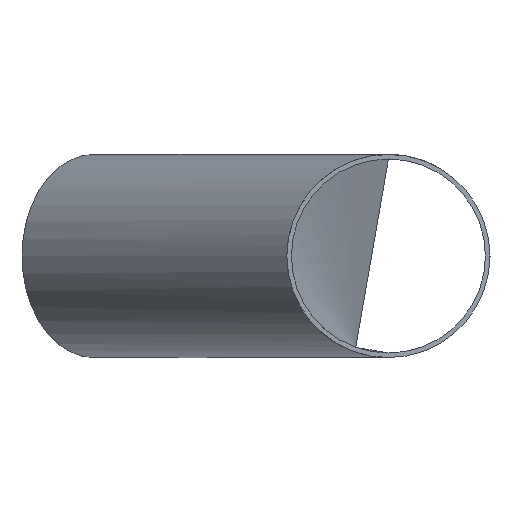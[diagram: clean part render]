
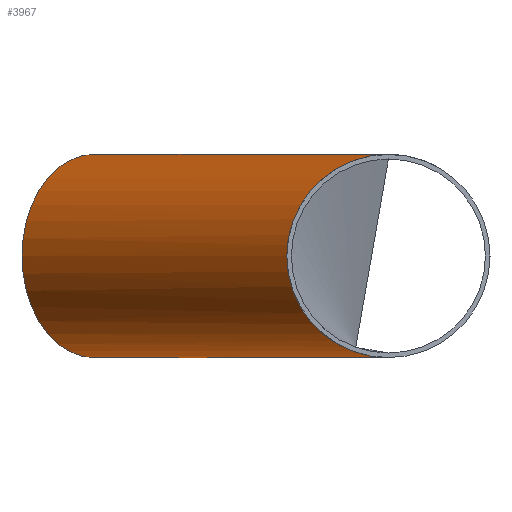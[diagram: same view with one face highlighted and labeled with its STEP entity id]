
A CAD part, left-side view. The second image highlights one B-rep face of the part: STEP entity #3967.
In plain terms, the highlighted cylindrical face has radius 44.45 mm (diameter 88.9 mm), a full revolution.
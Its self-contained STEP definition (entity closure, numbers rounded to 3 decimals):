
#59 =( BOUNDED_CURVE ( )  B_SPLINE_CURVE ( 3, ( #15029, #11946, #6414, #12025 ),
 .UNSPECIFIED., .F., .T. ) 
 B_SPLINE_CURVE_WITH_KNOTS ( ( 4, 4 ),
 ( 1.571, 4.712 ),
 .UNSPECIFIED. ) 
 CURVE ( )  GEOMETRIC_REPRESENTATION_ITEM ( )  RATIONAL_B_SPLINE_CURVE ( ( 1., 0.333, 0.333, 1. ) ) 
 REPRESENTATION_ITEM ( '' )  );
#1412 = CARTESIAN_POINT ( 'NONE',  ( -81.135, 88.9, 44.45 ) ) ;
#1897 = VERTEX_POINT ( 'NONE', #13307 ) ;
#3178 = DIRECTION ( 'NONE',  ( 0.707, 0.707, 0. ) ) ;
#3225 = CARTESIAN_POINT ( 'NONE',  ( -81.135, 88.9, -44.45 ) ) ;
#3390 = CARTESIAN_POINT ( 'NONE',  ( -44.312, 0., -44.45 ) ) ;
#3967 = ADVANCED_FACE ( 'NONE', ( #11151, #14005 ), #5800, .T. ) ;
#4849 = CARTESIAN_POINT ( 'NONE',  ( 84.602, 128.914, 0. ) ) ;
#5800 = CYLINDRICAL_SURFACE ( 'NONE', #9286, 44.45 ) ;
#5988 = CARTESIAN_POINT ( 'NONE',  ( -44.312, 0., -44.45 ) ) ;
#6204 = EDGE_LOOP ( 'NONE', ( #8868, #11544 ) ) ;
#6414 = CARTESIAN_POINT ( 'NONE',  ( 170.312, 88.9, 44.45 ) ) ;
#7854 =( BOUNDED_CURVE ( )  B_SPLINE_CURVE ( 3, ( #19417, #1412, #3225, #3390 ),
 .UNSPECIFIED., .F., .T. ) 
 B_SPLINE_CURVE_WITH_KNOTS ( ( 4, 4 ),
 ( 4.712, 7.854 ),
 .UNSPECIFIED. ) 
 CURVE ( )  GEOMETRIC_REPRESENTATION_ITEM ( )  RATIONAL_B_SPLINE_CURVE ( ( 1., 0.333, 0.333, 1. ) ) 
 REPRESENTATION_ITEM ( '' )  );
#8522 = AXIS2_PLACEMENT_3D ( 'NONE', #17391, #3178, #17612 ) ;
#8868 = ORIENTED_EDGE ( 'NONE', *, *, #13899, .F. ) ;
#9286 = AXIS2_PLACEMENT_3D ( 'NONE', #4849, #17220, #19052 ) ;
#11151 = FACE_OUTER_BOUND ( 'NONE', #6204, .T. ) ;
#11544 = ORIENTED_EDGE ( 'NONE', *, *, #16879, .F. ) ;
#11732 = ORIENTED_EDGE ( 'NONE', *, *, #14961, .F. ) ;
#11946 = CARTESIAN_POINT ( 'NONE',  ( 170.312, 88.9, -44.45 ) ) ;
#12025 = CARTESIAN_POINT ( 'NONE',  ( -44.312, 0., 44.45 ) ) ;
#12703 = VERTEX_POINT ( 'NONE', #5988 ) ;
#13307 = CARTESIAN_POINT ( 'NONE',  ( 53.171, 160.345, 0. ) ) ;
#13847 = CARTESIAN_POINT ( 'NONE',  ( -44.312, 0., 44.45 ) ) ;
#13899 = EDGE_CURVE ( 'NONE', #12703, #13912, #59, .T. ) ;
#13912 = VERTEX_POINT ( 'NONE', #13847 ) ;
#14005 = FACE_OUTER_BOUND ( 'NONE', #18147, .T. ) ;
#14961 = EDGE_CURVE ( 'NONE', #1897, #1897, #18293, .T. ) ;
#15029 = CARTESIAN_POINT ( 'NONE',  ( -44.312, 0., -44.45 ) ) ;
#16879 = EDGE_CURVE ( 'NONE', #13912, #12703, #7854, .T. ) ;
#17220 = DIRECTION ( 'NONE',  ( 0.707, 0.707, 0. ) ) ;
#17391 = CARTESIAN_POINT ( 'NONE',  ( 84.602, 128.914, 0. ) ) ;
#17612 = DIRECTION ( 'NONE',  ( -0.707, 0.707, 0. ) ) ;
#18147 = EDGE_LOOP ( 'NONE', ( #11732 ) ) ;
#18293 = CIRCLE ( 'NONE', #8522, 44.45 ) ;
#19052 = DIRECTION ( 'NONE',  ( -0.707, 0.707, 0. ) ) ;
#19417 = CARTESIAN_POINT ( 'NONE',  ( -44.312, 0., 44.45 ) ) ;
